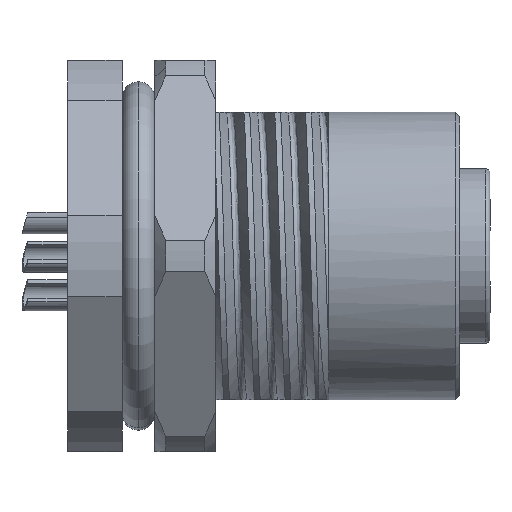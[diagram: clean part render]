
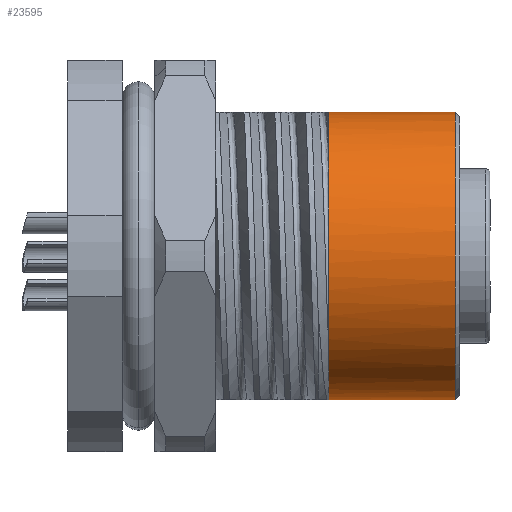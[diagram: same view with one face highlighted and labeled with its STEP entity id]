
A CAD part, front view. The second image highlights one B-rep face of the part: STEP entity #23595.
In plain terms, the highlighted cylindrical face has radius 6.6 mm (diameter 13.2 mm), a partial arc.
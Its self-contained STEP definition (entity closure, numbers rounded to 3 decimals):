
#126 = LINE ( 'NONE', #7283, #1120 ) ;
#639 = DIRECTION ( 'NONE',  ( 0., 0., 1. ) ) ;
#1120 = VECTOR ( 'NONE', #7396, 1000. ) ;
#1207 = DIRECTION ( 'NONE',  ( 0., 0., 1. ) ) ;
#1375 = DIRECTION ( 'NONE',  ( -1., 0., 0. ) ) ;
#1535 = EDGE_LOOP ( 'NONE', ( #20343, #13326, #22717, #12569 ) ) ;
#1651 = VERTEX_POINT ( 'NONE', #19080 ) ;
#2495 = CARTESIAN_POINT ( 'NONE',  ( -1.5, 0., -6.6 ) ) ;
#2550 = DIRECTION ( 'NONE',  ( -1., 0., 0. ) ) ;
#2596 = CARTESIAN_POINT ( 'NONE',  ( -1.5, 0., 0. ) ) ;
#4025 = CIRCLE ( 'NONE', #16599, 6.6 ) ;
#7283 = CARTESIAN_POINT ( 'NONE',  ( -40.569, 0., -6.6 ) ) ;
#7396 = DIRECTION ( 'NONE',  ( -1., 0., 0. ) ) ;
#8892 = CARTESIAN_POINT ( 'NONE',  ( -40.569, 0., 6.6 ) ) ;
#9244 = CARTESIAN_POINT ( 'NONE',  ( 4.3, 0., -6.6 ) ) ;
#10278 = DIRECTION ( 'NONE',  ( -1., 0., 0. ) ) ;
#12569 = ORIENTED_EDGE ( 'NONE', *, *, #18055, .F. ) ;
#13326 = ORIENTED_EDGE ( 'NONE', *, *, #13781, .T. ) ;
#13627 = AXIS2_PLACEMENT_3D ( 'NONE', #19339, #10278, #1207 ) ;
#13781 = EDGE_CURVE ( 'NONE', #20324, #22743, #14029, .T. ) ;
#14029 = CIRCLE ( 'NONE', #23559, 6.6 ) ;
#15077 = CARTESIAN_POINT ( 'NONE',  ( 4.3, 0., 0. ) ) ;
#16297 = DIRECTION ( 'NONE',  ( 0., 0., 1. ) ) ;
#16599 = AXIS2_PLACEMENT_3D ( 'NONE', #2596, #21301, #16297 ) ;
#16723 = EDGE_CURVE ( 'NONE', #20324, #17113, #126, .T. ) ;
#17113 = VERTEX_POINT ( 'NONE', #2495 ) ;
#18055 = EDGE_CURVE ( 'NONE', #17113, #1651, #4025, .T. ) ;
#19080 = CARTESIAN_POINT ( 'NONE',  ( -1.5, 0., 6.6 ) ) ;
#19212 = CYLINDRICAL_SURFACE ( 'NONE', #13627, 6.6 ) ;
#19339 = CARTESIAN_POINT ( 'NONE',  ( -40.569, 0., 0. ) ) ;
#19513 = LINE ( 'NONE', #8892, #20090 ) ;
#20090 = VECTOR ( 'NONE', #1375, 1000. ) ;
#20324 = VERTEX_POINT ( 'NONE', #9244 ) ;
#20343 = ORIENTED_EDGE ( 'NONE', *, *, #16723, .F. ) ;
#20769 = FACE_OUTER_BOUND ( 'NONE', #1535, .T. ) ;
#21301 = DIRECTION ( 'NONE',  ( -1., 0., 0. ) ) ;
#22717 = ORIENTED_EDGE ( 'NONE', *, *, #22969, .T. ) ;
#22732 = CARTESIAN_POINT ( 'NONE',  ( 4.3, 0., 6.6 ) ) ;
#22743 = VERTEX_POINT ( 'NONE', #22732 ) ;
#22969 = EDGE_CURVE ( 'NONE', #22743, #1651, #19513, .T. ) ;
#23559 = AXIS2_PLACEMENT_3D ( 'NONE', #15077, #2550, #639 ) ;
#23595 = ADVANCED_FACE ( 'NONE', ( #20769 ), #19212, .T. ) ;
